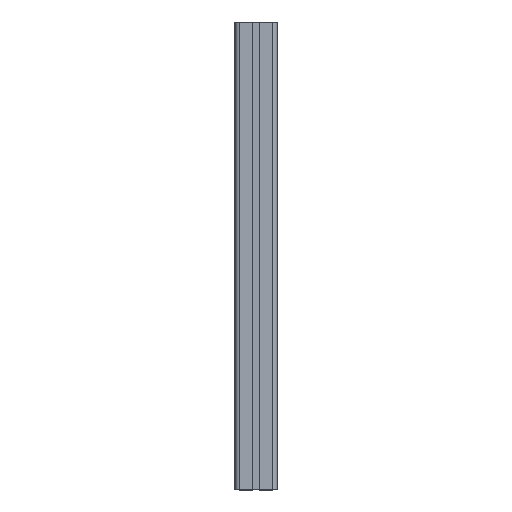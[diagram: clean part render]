
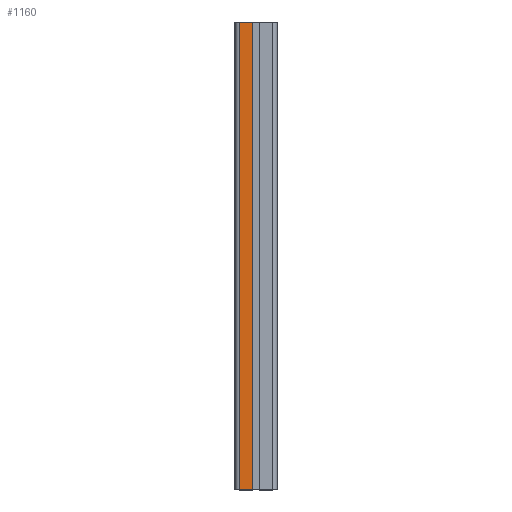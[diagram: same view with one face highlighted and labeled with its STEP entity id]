
A CAD part, top view. The second image highlights one B-rep face of the part: STEP entity #1160.
In plain terms, the highlighted planar face has unit normal (0, 0, 1).
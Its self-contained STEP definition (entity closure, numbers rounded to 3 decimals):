
#47=DIRECTION('',(1.,0.,0.));
#48=VECTOR('',#47,14.);
#49=CARTESIAN_POINT('',(-17.5,0.,22.5));
#50=LINE('',#49,#48);
#334=DIRECTION('',(1.,0.,0.));
#335=VECTOR('',#334,14.);
#336=CARTESIAN_POINT('',(-17.5,500.,22.5));
#337=LINE('',#336,#335);
#429=DIRECTION('',(0.,-1.,0.));
#430=VECTOR('',#429,500.);
#431=CARTESIAN_POINT('',(-17.5,500.,22.5));
#432=LINE('',#431,#430);
#433=DIRECTION('',(0.,1.,0.));
#434=VECTOR('',#433,500.);
#435=CARTESIAN_POINT('',(-3.5,0.,22.5));
#436=LINE('',#435,#434);
#581=CARTESIAN_POINT('',(-3.5,0.,22.5));
#583=VERTEX_POINT('',#581);
#597=CARTESIAN_POINT('',(-3.5,500.,22.5));
#599=VERTEX_POINT('',#597);
#661=CARTESIAN_POINT('',(-17.5,0.,22.5));
#663=VERTEX_POINT('',#661);
#667=CARTESIAN_POINT('',(-17.5,500.,22.5));
#668=VERTEX_POINT('',#667);
#1147=CARTESIAN_POINT('',(-22.5,0.,22.5));
#1148=DIRECTION('',(0.,0.,1.));
#1149=DIRECTION('',(1.,0.,0.));
#1150=AXIS2_PLACEMENT_3D('',#1147,#1148,#1149);
#1151=PLANE('',#1150);
#1153=ORIENTED_EDGE('',*,*,#1152,.F.);
#1154=ORIENTED_EDGE('',*,*,#973,.T.);
#1156=ORIENTED_EDGE('',*,*,#1155,.F.);
#1157=ORIENTED_EDGE('',*,*,#712,.F.);
#1158=EDGE_LOOP('',(#1153,#1154,#1156,#1157));
#1159=FACE_OUTER_BOUND('',#1158,.F.);
#1160=ADVANCED_FACE('',(#1159),#1151,.T.);
#712=EDGE_CURVE('',#663,#583,#50,.T.);
#973=EDGE_CURVE('',#668,#599,#337,.T.);
#1152=EDGE_CURVE('',#668,#663,#432,.T.);
#1155=EDGE_CURVE('',#583,#599,#436,.T.);
